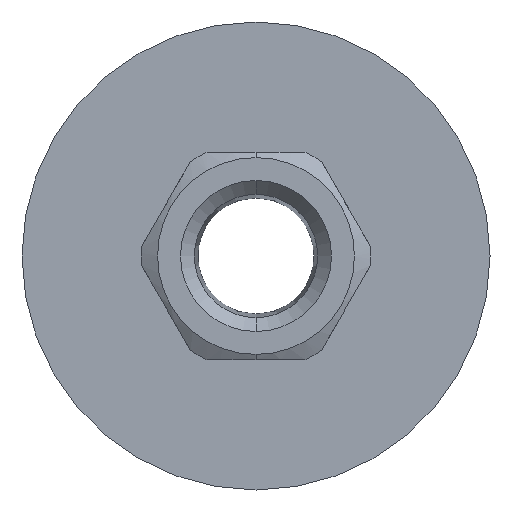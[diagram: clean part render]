
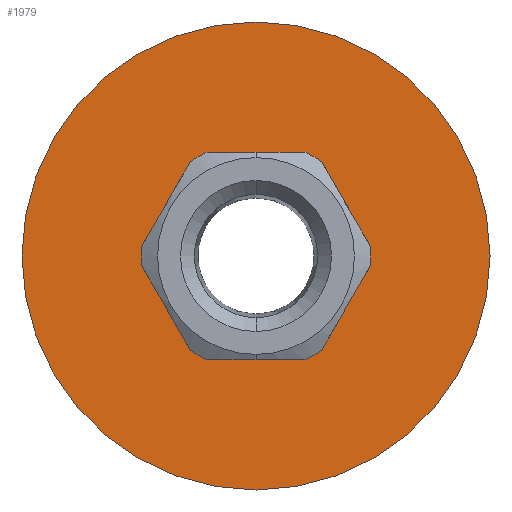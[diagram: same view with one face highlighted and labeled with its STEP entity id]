
A CAD part, front view. The second image highlights one B-rep face of the part: STEP entity #1979.
In plain terms, the highlighted planar face has unit normal (0, -1, 0).
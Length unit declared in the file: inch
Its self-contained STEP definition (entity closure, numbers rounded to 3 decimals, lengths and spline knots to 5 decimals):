
#4 = EDGE_CURVE ( 'NONE', #72, #1505, #1028, .T. ) ;
#26 = EDGE_CURVE ( 'NONE', #971, #773, #964, .T. ) ;
#27 = CARTESIAN_POINT ( 'NONE',  ( -0.41194, -0.64567, -0.03453 ) ) ;
#37 = VERTEX_POINT ( 'NONE', #1992 ) ;
#72 = VERTEX_POINT ( 'NONE', #174 ) ;
#98 = EDGE_LOOP ( 'NONE', ( #681, #675, #297, #1711, #154, #1141, #1745, #1738, #551, #712, #157, #2485 ) ) ;
#121 = DIRECTION ( 'NONE',  ( 0.5, 0., -0.866 ) ) ;
#141 = CARTESIAN_POINT ( 'NONE',  ( 0., -0.64567, -0.84252 ) ) ;
#152 = VERTEX_POINT ( 'NONE', #1236 ) ;
#154 = ORIENTED_EDGE ( 'NONE', *, *, #2454, .F. ) ;
#157 = ORIENTED_EDGE ( 'NONE', *, *, #1269, .F. ) ;
#172 = CARTESIAN_POINT ( 'NONE',  ( 0.41194, -0.64567, 0.03453 ) ) ;
#174 = CARTESIAN_POINT ( 'NONE',  ( 0., -0.64567, 0.84252 ) ) ;
#176 = DIRECTION ( 'NONE',  ( 0., -1., 0. ) ) ;
#192 = AXIS2_PLACEMENT_3D ( 'NONE', #1397, #176, #1597 ) ;
#195 = ORIENTED_EDGE ( 'NONE', *, *, #2523, .F. ) ;
#217 = VERTEX_POINT ( 'NONE', #1264 ) ;
#297 = ORIENTED_EDGE ( 'NONE', *, *, #500, .F. ) ;
#305 = CIRCLE ( 'NONE', #2296, 0.84252 ) ;
#310 = DIRECTION ( 'NONE',  ( -1., 0., 0. ) ) ;
#329 = CARTESIAN_POINT ( 'NONE',  ( 0., -0.64567, 0. ) ) ;
#337 = VECTOR ( 'NONE', #310, 39.37008 ) ;
#370 = DIRECTION ( 'NONE',  ( 0., 0., 1. ) ) ;
#396 = CARTESIAN_POINT ( 'NONE',  ( 0., -0.64567, 0. ) ) ;
#405 = DIRECTION ( 'NONE',  ( 0., -1., 0. ) ) ;
#406 = FACE_BOUND ( 'NONE', #98, .T. ) ;
#440 = VECTOR ( 'NONE', #1893, 39.37008 ) ;
#468 = CIRCLE ( 'NONE', #2206, 0.41339 ) ;
#500 = EDGE_CURVE ( 'NONE', #773, #37, #1735, .T. ) ;
#503 = LINE ( 'NONE', #1967, #2563 ) ;
#524 = DIRECTION ( 'NONE',  ( 0., 1., 0. ) ) ;
#537 = DIRECTION ( 'NONE',  ( 0., 0., 1. ) ) ;
#551 = ORIENTED_EDGE ( 'NONE', *, *, #1986, .F. ) ;
#586 = CARTESIAN_POINT ( 'NONE',  ( 0., -0.64567, 0. ) ) ;
#607 = DIRECTION ( 'NONE',  ( 0., 0., 1. ) ) ;
#611 = EDGE_LOOP ( 'NONE', ( #1495, #195 ) ) ;
#627 = VERTEX_POINT ( 'NONE', #27 ) ;
#675 = ORIENTED_EDGE ( 'NONE', *, *, #2464, .F. ) ;
#677 = VECTOR ( 'NONE', #997, 39.37008 ) ;
#681 = ORIENTED_EDGE ( 'NONE', *, *, #2287, .F. ) ;
#712 = ORIENTED_EDGE ( 'NONE', *, *, #2204, .F. ) ;
#729 = PLANE ( 'NONE',  #1196 ) ;
#731 = AXIS2_PLACEMENT_3D ( 'NONE', #1779, #1588, #370 ) ;
#773 = VERTEX_POINT ( 'NONE', #1095 ) ;
#790 = CIRCLE ( 'NONE', #887, 0.41339 ) ;
#795 = DIRECTION ( 'NONE',  ( 0., 0., 1. ) ) ;
#805 = CARTESIAN_POINT ( 'NONE',  ( 0., -0.64567, 0. ) ) ;
#821 = CARTESIAN_POINT ( 'NONE',  ( -0.23587, -0.64567, 0.33949 ) ) ;
#857 = VECTOR ( 'NONE', #2167, 39.37008 ) ;
#863 = CARTESIAN_POINT ( 'NONE',  ( 0.17607, -0.64567, -0.37402 ) ) ;
#887 = AXIS2_PLACEMENT_3D ( 'NONE', #1622, #405, #1820 ) ;
#927 = DIRECTION ( 'NONE',  ( 0., -1., 0. ) ) ;
#942 = CARTESIAN_POINT ( 'NONE',  ( 0.84252, -0.64567, 0. ) ) ;
#956 = LINE ( 'NONE', #2324, #1947 ) ;
#964 = CIRCLE ( 'NONE', #1144, 0.41339 ) ;
#971 = VERTEX_POINT ( 'NONE', #1954 ) ;
#992 = CARTESIAN_POINT ( 'NONE',  ( 0.23587, -0.64567, -0.33949 ) ) ;
#997 = DIRECTION ( 'NONE',  ( -0.5, 0., 0.866 ) ) ;
#1004 = DIRECTION ( 'NONE',  ( 0., 0., 1. ) ) ;
#1028 = CIRCLE ( 'NONE', #731, 0.84252 ) ;
#1059 = VERTEX_POINT ( 'NONE', #821 ) ;
#1095 = CARTESIAN_POINT ( 'NONE',  ( 0.41194, -0.64567, 0.03453 ) ) ;
#1141 = ORIENTED_EDGE ( 'NONE', *, *, #2266, .F. ) ;
#1144 = AXIS2_PLACEMENT_3D ( 'NONE', #805, #2180, #1004 ) ;
#1174 = DIRECTION ( 'NONE',  ( 1., 0., 0. ) ) ;
#1196 = AXIS2_PLACEMENT_3D ( 'NONE', #942, #524, #2528 ) ;
#1236 = CARTESIAN_POINT ( 'NONE',  ( -0.17607, -0.64567, 0.37402 ) ) ;
#1252 = AXIS2_PLACEMENT_3D ( 'NONE', #329, #1744, #537 ) ;
#1264 = CARTESIAN_POINT ( 'NONE',  ( -0.17607, -0.64567, -0.37402 ) ) ;
#1269 = EDGE_CURVE ( 'NONE', #1059, #1736, #1518, .T. ) ;
#1312 = VERTEX_POINT ( 'NONE', #2091 ) ;
#1323 = CARTESIAN_POINT ( 'NONE',  ( 0.84252, -0.64567, 0.37402 ) ) ;
#1379 = CIRCLE ( 'NONE', #1768, 0.41339 ) ;
#1397 = CARTESIAN_POINT ( 'NONE',  ( 0., -0.64567, 0. ) ) ;
#1411 = EDGE_CURVE ( 'NONE', #152, #1059, #2590, .T. ) ;
#1453 = CIRCLE ( 'NONE', #192, 0.41339 ) ;
#1495 = ORIENTED_EDGE ( 'NONE', *, *, #4, .F. ) ;
#1501 = VERTEX_POINT ( 'NONE', #1753 ) ;
#1505 = VERTEX_POINT ( 'NONE', #141 ) ;
#1518 = LINE ( 'NONE', #1694, #440 ) ;
#1526 = CARTESIAN_POINT ( 'NONE',  ( 0.23587, -0.64567, -0.33949 ) ) ;
#1588 = DIRECTION ( 'NONE',  ( 0., 1., 0. ) ) ;
#1597 = DIRECTION ( 'NONE',  ( 0., 0., 1. ) ) ;
#1622 = CARTESIAN_POINT ( 'NONE',  ( 0., -0.64567, 0. ) ) ;
#1694 = CARTESIAN_POINT ( 'NONE',  ( -0.23587, -0.64567, 0.33949 ) ) ;
#1711 = ORIENTED_EDGE ( 'NONE', *, *, #26, .F. ) ;
#1735 = LINE ( 'NONE', #172, #677 ) ;
#1736 = VERTEX_POINT ( 'NONE', #1856 ) ;
#1738 = ORIENTED_EDGE ( 'NONE', *, *, #2155, .F. ) ;
#1744 = DIRECTION ( 'NONE',  ( 0., -1., 0. ) ) ;
#1745 = ORIENTED_EDGE ( 'NONE', *, *, #2089, .F. ) ;
#1753 = CARTESIAN_POINT ( 'NONE',  ( 0.17607, -0.64567, 0.37402 ) ) ;
#1764 = VERTEX_POINT ( 'NONE', #863 ) ;
#1768 = AXIS2_PLACEMENT_3D ( 'NONE', #586, #1988, #795 ) ;
#1779 = CARTESIAN_POINT ( 'NONE',  ( 0., -0.64567, 0. ) ) ;
#1815 = DIRECTION ( 'NONE',  ( 0., 1., 0. ) ) ;
#1820 = DIRECTION ( 'NONE',  ( 0., 0., 1. ) ) ;
#1856 = CARTESIAN_POINT ( 'NONE',  ( -0.41194, -0.64567, 0.03453 ) ) ;
#1893 = DIRECTION ( 'NONE',  ( -0.5, 0., -0.866 ) ) ;
#1913 = LINE ( 'NONE', #992, #857 ) ;
#1947 = VECTOR ( 'NONE', #121, 39.37008 ) ;
#1951 = VERTEX_POINT ( 'NONE', #1526 ) ;
#1954 = CARTESIAN_POINT ( 'NONE',  ( 0.41194, -0.64567, -0.03453 ) ) ;
#1967 = CARTESIAN_POINT ( 'NONE',  ( 0.84252, -0.64567, -0.37402 ) ) ;
#1979 = ADVANCED_FACE ( 'NONE', ( #2480, #406 ), #729, .F. ) ;
#1986 = EDGE_CURVE ( 'NONE', #627, #1312, #956, .T. ) ;
#1988 = DIRECTION ( 'NONE',  ( 0., -1., 0. ) ) ;
#1992 = CARTESIAN_POINT ( 'NONE',  ( 0.23587, -0.64567, 0.33949 ) ) ;
#2089 = EDGE_CURVE ( 'NONE', #217, #1764, #503, .T. ) ;
#2091 = CARTESIAN_POINT ( 'NONE',  ( -0.23587, -0.64567, -0.33949 ) ) ;
#2107 = CARTESIAN_POINT ( 'NONE',  ( 0., -0.64567, 0. ) ) ;
#2155 = EDGE_CURVE ( 'NONE', #1312, #217, #1453, .T. ) ;
#2167 = DIRECTION ( 'NONE',  ( 0.5, 0., 0.866 ) ) ;
#2180 = DIRECTION ( 'NONE',  ( 0., -1., 0. ) ) ;
#2204 = EDGE_CURVE ( 'NONE', #1736, #627, #790, .T. ) ;
#2206 = AXIS2_PLACEMENT_3D ( 'NONE', #2107, #927, #2304 ) ;
#2266 = EDGE_CURVE ( 'NONE', #1764, #1951, #468, .T. ) ;
#2287 = EDGE_CURVE ( 'NONE', #1501, #152, #2477, .T. ) ;
#2296 = AXIS2_PLACEMENT_3D ( 'NONE', #396, #1815, #607 ) ;
#2304 = DIRECTION ( 'NONE',  ( 0., 0., 1. ) ) ;
#2324 = CARTESIAN_POINT ( 'NONE',  ( -0.41194, -0.64567, -0.03453 ) ) ;
#2454 = EDGE_CURVE ( 'NONE', #1951, #971, #1913, .T. ) ;
#2464 = EDGE_CURVE ( 'NONE', #37, #1501, #1379, .T. ) ;
#2477 = LINE ( 'NONE', #1323, #337 ) ;
#2480 = FACE_OUTER_BOUND ( 'NONE', #611, .T. ) ;
#2485 = ORIENTED_EDGE ( 'NONE', *, *, #1411, .F. ) ;
#2523 = EDGE_CURVE ( 'NONE', #1505, #72, #305, .T. ) ;
#2528 = DIRECTION ( 'NONE',  ( 0., 0., 1. ) ) ;
#2563 = VECTOR ( 'NONE', #1174, 39.37008 ) ;
#2590 = CIRCLE ( 'NONE', #1252, 0.41339 ) ;
